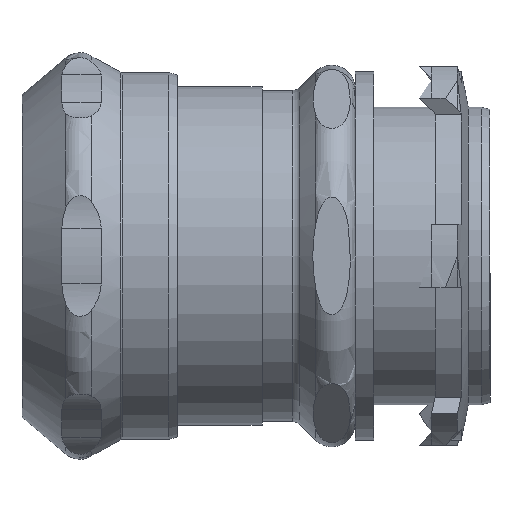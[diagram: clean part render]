
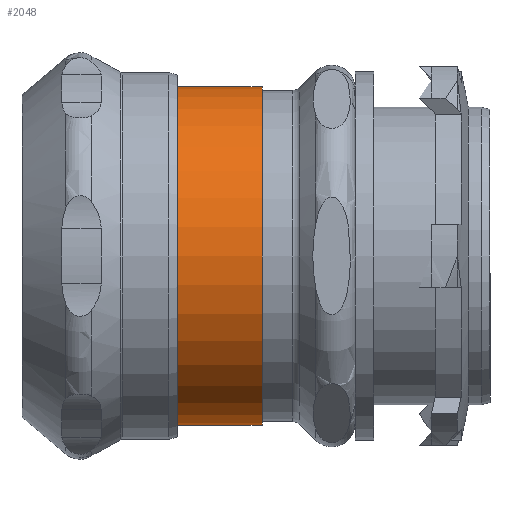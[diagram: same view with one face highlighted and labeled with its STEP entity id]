
A CAD part, front view. The second image highlights one B-rep face of the part: STEP entity #2048.
In plain terms, the highlighted cylindrical face has radius 18.2 mm (diameter 36.4 mm), a full revolution.
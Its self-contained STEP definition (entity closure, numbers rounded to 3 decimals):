
#419=FACE_OUTER_BOUND('',#535,.T.);
#535=EDGE_LOOP('',(#1824,#1825,#1826,#1827,#1828));
#608=LINE('',#4551,#668);
#668=VECTOR('',#2678,18.2);
#685=CIRCLE('',#2107,18.2);
#686=CIRCLE('',#2108,18.2);
#772=CIRCLE('',#2254,18.2);
#804=VERTEX_POINT('',#2795);
#805=VERTEX_POINT('',#2796);
#974=VERTEX_POINT('',#4550);
#1013=EDGE_CURVE('',#804,#805,#685,.T.);
#1014=EDGE_CURVE('',#805,#804,#686,.T.);
#1264=EDGE_CURVE('',#804,#974,#608,.T.);
#1265=EDGE_CURVE('',#974,#974,#772,.T.);
#1824=ORIENTED_EDGE('',*,*,#1013,.T.);
#1825=ORIENTED_EDGE('',*,*,#1014,.T.);
#1826=ORIENTED_EDGE('',*,*,#1264,.T.);
#1827=ORIENTED_EDGE('',*,*,#1265,.F.);
#1828=ORIENTED_EDGE('',*,*,#1264,.F.);
#1953=CYLINDRICAL_SURFACE('',#2253,18.2);
#2048=ADVANCED_FACE('',(#419),#1953,.T.);
#2107=AXIS2_PLACEMENT_3D('',#2797,#2334,#2335);
#2108=AXIS2_PLACEMENT_3D('',#2798,#2336,#2337);
#2253=AXIS2_PLACEMENT_3D('',#4549,#2676,#2677);
#2254=AXIS2_PLACEMENT_3D('',#4552,#2679,#2680);
#2334=DIRECTION('center_axis',(1.,0.,0.));
#2335=DIRECTION('ref_axis',(0.,1.,0.));
#2336=DIRECTION('center_axis',(1.,0.,0.));
#2337=DIRECTION('ref_axis',(0.,1.,0.));
#2676=DIRECTION('center_axis',(-1.,0.,0.));
#2677=DIRECTION('ref_axis',(0.,1.,0.));
#2678=DIRECTION('',(1.,0.,0.));
#2679=DIRECTION('center_axis',(1.,0.,0.));
#2680=DIRECTION('ref_axis',(0.,1.,0.));
#2795=CARTESIAN_POINT('',(-19.287,-18.2,0.));
#2796=CARTESIAN_POINT('',(-19.287,18.2,0.));
#2797=CARTESIAN_POINT('Origin',(-19.287,0.,
0.));
#2798=CARTESIAN_POINT('Origin',(-19.287,0.,
0.));
#4549=CARTESIAN_POINT('Origin',(-17.75,0.,0.));
#4550=CARTESIAN_POINT('',(-10.,-18.2,0.));
#4551=CARTESIAN_POINT('',(-17.75,-18.2,0.));
#4552=CARTESIAN_POINT('Origin',(-10.,0.,0.));
